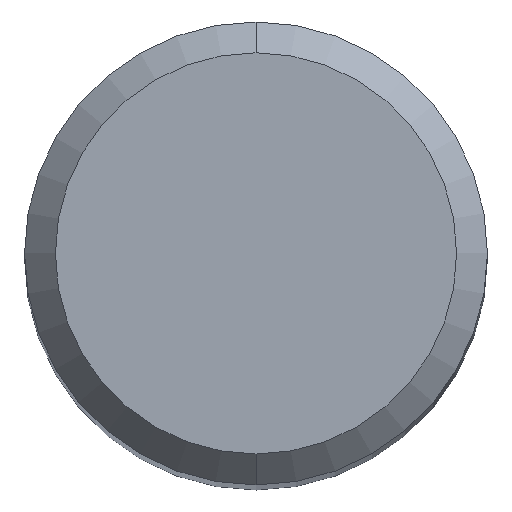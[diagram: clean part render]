
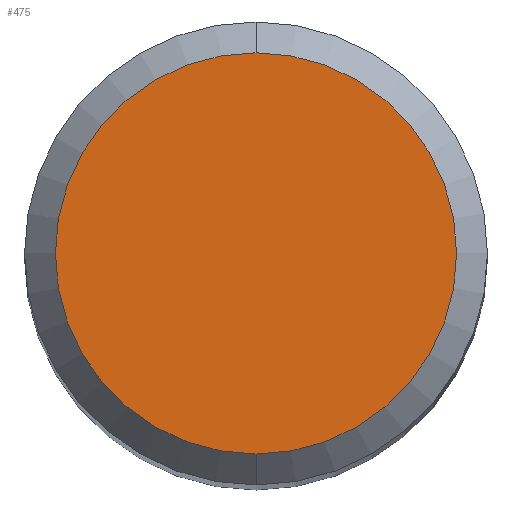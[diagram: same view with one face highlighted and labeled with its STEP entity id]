
A CAD part, top view. The second image highlights one B-rep face of the part: STEP entity #475.
In plain terms, the highlighted planar face has unit normal (0, 0, 1).
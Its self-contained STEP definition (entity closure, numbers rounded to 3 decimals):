
#239=VERTEX_POINT('',#577);
#283=EDGE_CURVE('',#239,#469,#629,.T.);
#345=EDGE_CURVE('',#469,#239,#698,.T.);
#469=VERTEX_POINT('',#833);
#475=ADVANCED_FACE('',(#840),#841,.T.);
#577=CARTESIAN_POINT('',(0.0,2.6,0.0));
#629=CIRCLE('',#1066,2.6);
#698=CIRCLE('',#1162,2.6);
#833=CARTESIAN_POINT('',(0.,-2.6,0.0));
#840=FACE_OUTER_BOUND('',#1483,.T.);
#841=PLANE('',#1484);
#1066=AXIS2_PLACEMENT_3D('',#1688,#1689,#1690);
#1162=AXIS2_PLACEMENT_3D('',#1781,#1782,#1783);
#1483=EDGE_LOOP('',(#1925,#1926));
#1484=AXIS2_PLACEMENT_3D('',#1927,#1928,#1929);
#1688=CARTESIAN_POINT('',(0.0,0.0,0.0));
#1689=DIRECTION('',(0.0,0.0,-1.0));
#1690=DIRECTION('',(0.0,1.0,0.0));
#1781=CARTESIAN_POINT('',(0.0,0.0,0.0));
#1782=DIRECTION('',(0.0,0.0,-1.0));
#1783=DIRECTION('',(0.0,1.0,0.0));
#1925=ORIENTED_EDGE('',*,*,#283,.F.);
#1926=ORIENTED_EDGE('',*,*,#345,.F.);
#1927=CARTESIAN_POINT('',(0.0,1.3,0.0));
#1928=DIRECTION('',(-0.0,0.0,1.0));
#1929=DIRECTION('',(0.0,-1.0,0.0));
